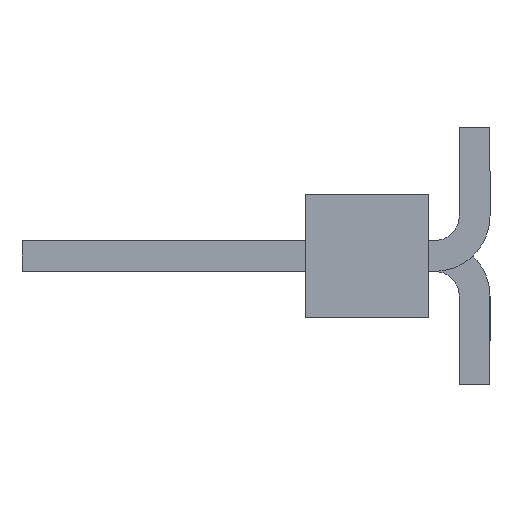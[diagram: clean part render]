
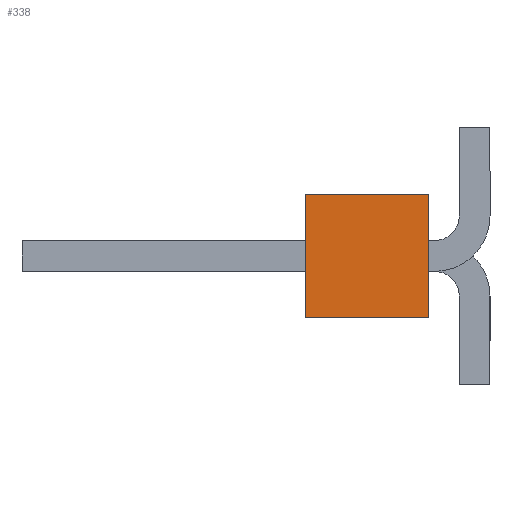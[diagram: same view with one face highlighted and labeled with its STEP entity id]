
A CAD part, left-side view. The second image highlights one B-rep face of the part: STEP entity #338.
In plain terms, the highlighted planar face has unit normal (-1, 0, 0).
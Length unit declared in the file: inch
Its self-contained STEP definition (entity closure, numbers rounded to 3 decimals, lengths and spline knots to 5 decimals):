
#338 = ADVANCED_FACE( '', ( #788 ), #789, .F. );
#788 = FACE_OUTER_BOUND( '', #1372, .T. );
#789 = PLANE( '', #1373 );
#1372 = EDGE_LOOP( '', ( #2204, #2205, #2206, #2207 ) );
#1373 = AXIS2_PLACEMENT_3D( '', #2208, #2209, #2210 );
#2204 = ORIENTED_EDGE( '', *, *, #3782, .T. );
#2205 = ORIENTED_EDGE( '', *, *, #3783, .F. );
#2206 = ORIENTED_EDGE( '', *, *, #3784, .F. );
#2207 = ORIENTED_EDGE( '', *, *, #3737, .T. );
#2208 = CARTESIAN_POINT( '', ( -0.35, 0.05, -0.05 ) );
#2209 = DIRECTION( '', ( 1., 0., 0. ) );
#2210 = DIRECTION( '', ( 0., 0., -1. ) );
#3737 = EDGE_CURVE( '', #4571, #4569, #4572, .T. );
#3782 = EDGE_CURVE( '', #4569, #4643, #4644, .T. );
#3783 = EDGE_CURVE( '', #4645, #4643, #4646, .T. );
#3784 = EDGE_CURVE( '', #4571, #4645, #4647, .T. );
#4569 = VERTEX_POINT( '', #5741 );
#4571 = VERTEX_POINT( '', #5744 );
#4572 = LINE( '', #5745, #5746 );
#4643 = VERTEX_POINT( '', #5848 );
#4644 = LINE( '', #5849, #5850 );
#4645 = VERTEX_POINT( '', #5851 );
#4646 = LINE( '', #5852, #5853 );
#4647 = LINE( '', #5854, #5855 );
#5741 = CARTESIAN_POINT( '', ( -0.35, -0.05, -0.05 ) );
#5744 = CARTESIAN_POINT( '', ( -0.35, 0.05, -0.05 ) );
#5745 = CARTESIAN_POINT( '', ( -0.35, 0.05, -0.05 ) );
#5746 = VECTOR( '', #6930, 39.37008 );
#5848 = CARTESIAN_POINT( '', ( -0.35, -0.05, 0.05 ) );
#5849 = CARTESIAN_POINT( '', ( -0.35, -0.05, -0.05 ) );
#5850 = VECTOR( '', #6968, 39.37008 );
#5851 = CARTESIAN_POINT( '', ( -0.35, 0.05, 0.05 ) );
#5852 = CARTESIAN_POINT( '', ( -0.35, 0.05, 0.05 ) );
#5853 = VECTOR( '', #6969, 39.37008 );
#5854 = CARTESIAN_POINT( '', ( -0.35, 0.05, -0.05 ) );
#5855 = VECTOR( '', #6970, 39.37008 );
#6930 = DIRECTION( '', ( 0., -1., 0. ) );
#6968 = DIRECTION( '', ( 0., 0., 1. ) );
#6969 = DIRECTION( '', ( 0., -1., 0. ) );
#6970 = DIRECTION( '', ( 0., 0., 1. ) );
